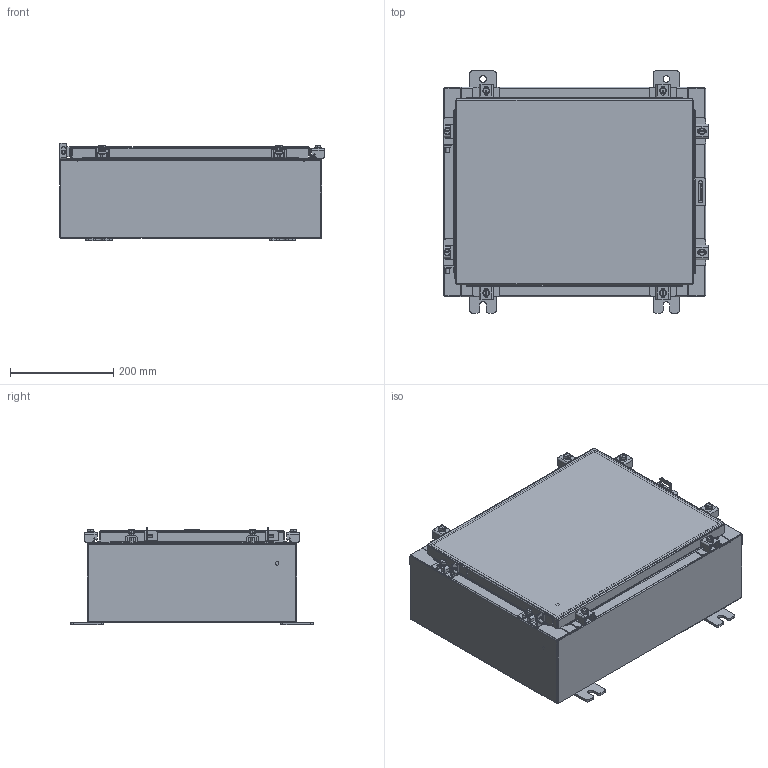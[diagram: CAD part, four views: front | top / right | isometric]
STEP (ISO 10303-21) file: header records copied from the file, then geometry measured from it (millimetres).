
FILE_DESCRIPTION (( 'STEP AP203' ), '1' );
FILE_NAME ('EX16H2006WP.STEP', '2015-04-07T15:40:34', ( 'changeme' ), ( 'Microsoft' ), 'SwSTEP 2.0', 'SolidWorks 2014', '' );
FILE_SCHEMA (( 'CONFIG_CONTROL_DESIGN' ));
Length unit declared in the file: inch
Products named in the file (23): 30X10 Clamp Bracket2; 22104005_DEFAULT_RTP30; N-WMT04X30402202210-00 22101002; Clamp Top_RTP31; EX16H2006WP Backpanel; N-WMT04X30402202210-00 22104005_DEFAULT; EX16H2006WP Clamp Assembly; EX16H2006WP Mounting Studs; Special Clamp Assembly; EX16H2006WP Standard Clamps; Quarter-20 CD Stud; EX16H2006WP Special Clamp; EX16H2006WP Cover; EX16H2006WP Padlock Hasp; ATEX CLAMP HINGE BRAKET; EX16H2006WP Body; EX16H2006WP Padlock Staple; HW-CLN-NH-20320; EX16H2006WP Bottom; EX16H2006WP Clamp Bracket; EX16H2006WP; EX16H2006WP Top; 22101002_RTP29
Assembly tree (38 placements, depth 4):
  EX16H2006WP
    EX16H2006WP Backpanel
    EX16H2006WP Mounting Studs  x4
    Quarter-20 CD Stud  x2
    EX16H2006WP Padlock Hasp
    EX16H2006WP Padlock Staple
    EX16H2006WP Standard Clamps  x6
      EX16H2006WP Clamp Bracket
      EX16H2006WP Clamp Assembly
        22101002_RTP29  x2
        22104005_DEFAULT_RTP30
        Clamp Top_RTP31
    EX16H2006WP Cover
    EX16H2006WP Body
    EX16H2006WP Bottom
    EX16H2006WP Top
    EX16H2006WP Special Clamp  x2
      30X10 Clamp Bracket2
      Special Clamp Assembly
        N-WMT04X30402202210-00 22101002  x2
        N-WMT04X30402202210-00 22104005_DEFAULT
    ATEX CLAMP HINGE BRAKET  x2
    HW-CLN-NH-20320  x4
Bounding box: 513.35 x 469.9 x 189.3 mm (x, y, z)
Volume: 1987016.1 mm3; surface area: 1963562.9 mm2
Topology: 59 solids, 59 shells, 1468 faces, 3570 edges, 2248 vertices
Faces by surface type: plane 791, cylinder 549, cone 64, torus 52, bspline 12
Entity records: 20751 total; most frequent: CARTESIAN_POINT 3704, DIRECTION 3040, ORIENTED_EDGE 2856, EDGE_CURVE 1428, AXIS2_PLACEMENT_3D 1052, LINE 936, VECTOR 936, VERTEX_POINT 872
